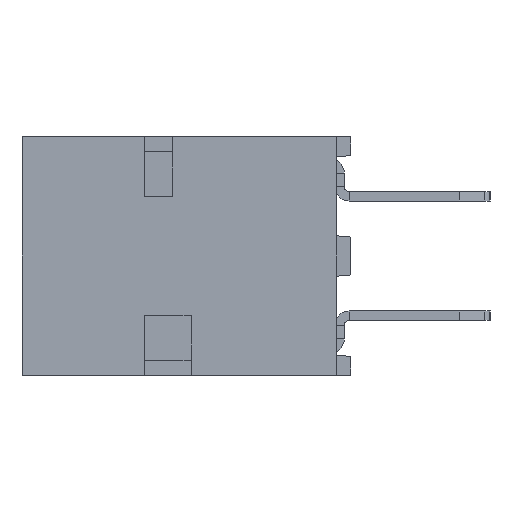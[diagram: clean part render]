
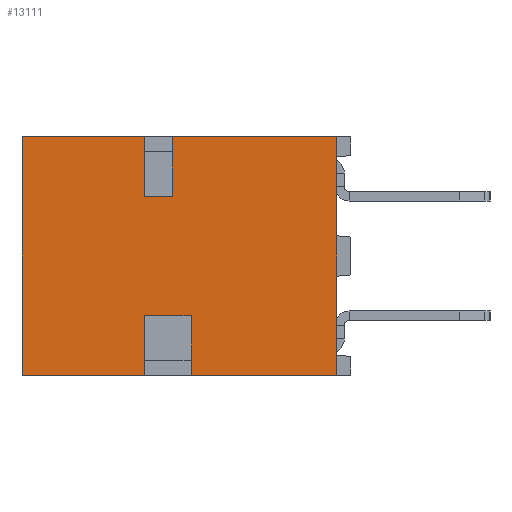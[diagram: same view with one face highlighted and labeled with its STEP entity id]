
A CAD part, left-side view. The second image highlights one B-rep face of the part: STEP entity #13111.
In plain terms, the highlighted planar face has unit normal (-1, 0, 0).
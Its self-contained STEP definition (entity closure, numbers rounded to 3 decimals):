
#1=DIRECTION('',(0.,0.,-1.));
#2=VECTOR('',#1,5.08);
#3=CARTESIAN_POINT('',(-11.39,0.,2.54));
#4=LINE('4597',#3,#2);
#305=DIRECTION('',(0.,0.,-1.));
#306=VECTOR('',#305,5.08);
#307=CARTESIAN_POINT('',(-11.39,-6.7,2.54));
#308=LINE('5359',#307,#306);
#309=DIRECTION('',(0.,1.,0.));
#310=VECTOR('',#309,3.1);
#311=CARTESIAN_POINT('',(-11.39,-6.7,-2.54));
#312=LINE('5367',#311,#310);
#313=DIRECTION('',(0.,0.,1.));
#314=VECTOR('',#313,1.27);
#315=CARTESIAN_POINT('',(-11.39,-3.6,-2.54));
#316=LINE('5250',#315,#314);
#317=DIRECTION('',(0.,1.,0.));
#318=VECTOR('',#317,1.);
#319=CARTESIAN_POINT('',(-11.39,-3.6,-1.27));
#320=LINE('5151',#319,#318);
#321=DIRECTION('',(0.,0.,1.));
#322=VECTOR('',#321,1.27);
#323=CARTESIAN_POINT('',(-11.39,-2.6,-2.54));
#324=LINE('5152',#323,#322);
#325=DIRECTION('',(0.,-1.,0.));
#326=VECTOR('',#325,2.6);
#327=CARTESIAN_POINT('',(-11.39,0.,2.54));
#328=LINE('5256',#327,#326);
#329=DIRECTION('',(0.,0.,-1.));
#330=VECTOR('',#329,1.27);
#331=CARTESIAN_POINT('',(-11.39,-2.6,2.54));
#332=LINE('5252',#331,#330);
#333=DIRECTION('',(0.,1.,0.));
#334=VECTOR('',#333,0.6);
#335=CARTESIAN_POINT('',(-11.39,-3.2,1.27));
#336=LINE('5251',#335,#334);
#337=DIRECTION('',(0.,0.,-1.));
#338=VECTOR('',#337,1.27);
#339=CARTESIAN_POINT('',(-11.39,-3.2,2.54));
#340=LINE('5257',#339,#338);
#341=DIRECTION('',(0.,-1.,0.));
#342=VECTOR('',#341,3.5);
#343=CARTESIAN_POINT('',(-11.39,-3.2,2.54));
#344=LINE('5368',#343,#342);
#893=DIRECTION('',(0.,-1.,0.));
#894=VECTOR('',#893,2.6);
#895=CARTESIAN_POINT('',(-11.39,0.,-2.54));
#896=LINE('5180',#895,#894);
#9917=CARTESIAN_POINT('',(-11.39,0.,2.54));
#9918=CARTESIAN_POINT('',(-11.39,0.,-2.54));
#9919=VERTEX_POINT('',#9917);
#9920=VERTEX_POINT('',#9918);
#10937=CARTESIAN_POINT('',(-11.39,-3.6,-1.27));
#10938=CARTESIAN_POINT('',(-11.39,-2.6,-1.27));
#10939=VERTEX_POINT('',#10937);
#10940=VERTEX_POINT('',#10938);
#10941=CARTESIAN_POINT('',(-11.39,-2.6,-2.54));
#10942=VERTEX_POINT('',#10941);
#10947=CARTESIAN_POINT('',(-11.39,-3.6,-2.54));
#10948=VERTEX_POINT('',#10947);
#11061=CARTESIAN_POINT('',(-11.39,-3.2,1.27));
#11062=CARTESIAN_POINT('',(-11.39,-2.6,1.27));
#11063=VERTEX_POINT('',#11061);
#11064=VERTEX_POINT('',#11062);
#11065=CARTESIAN_POINT('',(-11.39,-2.6,2.54));
#11066=VERTEX_POINT('',#11065);
#11069=CARTESIAN_POINT('',(-11.39,-3.2,2.54));
#11071=VERTEX_POINT('',#11069);
#11133=CARTESIAN_POINT('',(-11.39,-6.7,2.54));
#11134=CARTESIAN_POINT('',(-11.39,-6.7,-2.54));
#11135=VERTEX_POINT('',#11133);
#11136=VERTEX_POINT('',#11134);
#13081=CARTESIAN_POINT('',(-11.39,0.,2.54));
#13082=DIRECTION('',(-1.,0.,0.));
#13083=DIRECTION('',(0.,0.,-1.));
#13084=AXIS2_PLACEMENT_3D('',#13081,#13082,#13083);
#13085=PLANE('3577',#13084);
#13087=ORIENTED_EDGE('5359',*,*,#13086,.T.);
#13089=ORIENTED_EDGE('5367',*,*,#13088,.T.);
#13091=ORIENTED_EDGE('5250',*,*,#13090,.T.);
#13093=ORIENTED_EDGE('5151',*,*,#13092,.T.);
#13095=ORIENTED_EDGE('5152',*,*,#13094,.F.);
#13097=ORIENTED_EDGE('5180',*,*,#13096,.F.);
#13098=ORIENTED_EDGE('4597',*,*,#12890,.F.);
#13100=ORIENTED_EDGE('5256',*,*,#13099,.T.);
#13102=ORIENTED_EDGE('5252',*,*,#13101,.T.);
#13104=ORIENTED_EDGE('5251',*,*,#13103,.F.);
#13106=ORIENTED_EDGE('5257',*,*,#13105,.F.);
#13108=ORIENTED_EDGE('5368',*,*,#13107,.T.);
#13109=EDGE_LOOP('3577',(#13087,#13089,#13091,#13093,#13095,#13097,#13098,
#13100,#13102,#13104,#13106,#13108));
#13110=FACE_OUTER_BOUND('3577',#13109,.F.);
#13111=ADVANCED_FACE('3577',(#13110),#13085,.T.);
#12890=EDGE_CURVE('4597',#9919,#9920,#4,.T.);
#13086=EDGE_CURVE('5359',#11135,#11136,#308,.T.);
#13088=EDGE_CURVE('5367',#11136,#10948,#312,.T.);
#13090=EDGE_CURVE('5250',#10948,#10939,#316,.T.);
#13092=EDGE_CURVE('5151',#10939,#10940,#320,.T.);
#13094=EDGE_CURVE('5152',#10942,#10940,#324,.T.);
#13096=EDGE_CURVE('5180',#9920,#10942,#896,.T.);
#13099=EDGE_CURVE('5256',#9919,#11066,#328,.T.);
#13101=EDGE_CURVE('5252',#11066,#11064,#332,.T.);
#13103=EDGE_CURVE('5251',#11063,#11064,#336,.T.);
#13105=EDGE_CURVE('5257',#11071,#11063,#340,.T.);
#13107=EDGE_CURVE('5368',#11071,#11135,#344,.T.);
